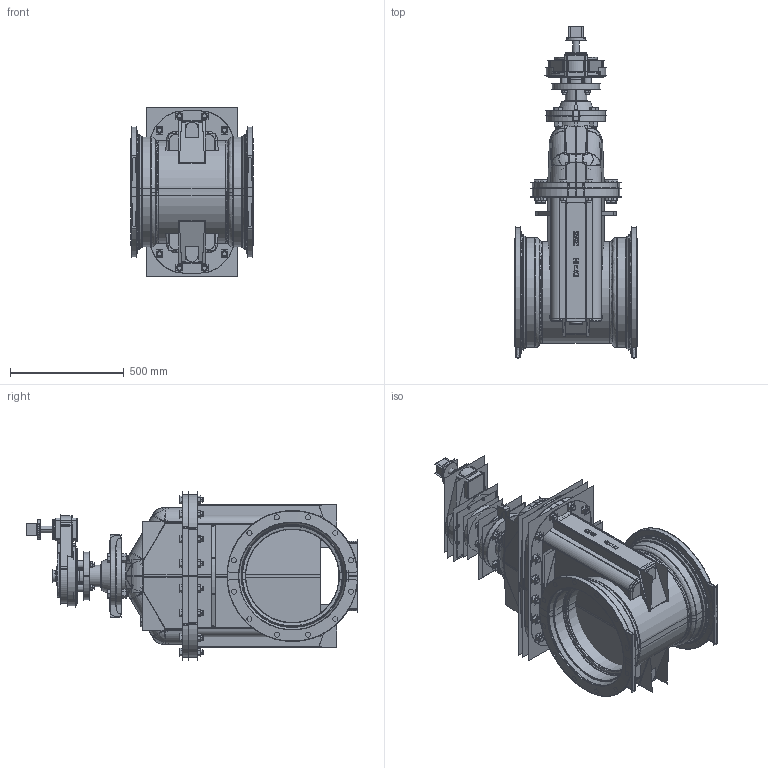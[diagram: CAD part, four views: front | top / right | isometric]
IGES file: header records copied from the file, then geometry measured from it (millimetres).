
Start section:  PTC IGES file: 16 nrs mm spur gear assy website.igs
Global section: file name: 16 nrs mm spur gear assy website.igs; native system: Pro/ENGINEER by Parametric Technology Corporation; preprocessor: 2010280; author: smm2; organization: Unknown; date: 20150630.093405; units: inch
Bounding box: 536.44 x 1458.16 x 746.52 mm (x, y, z)
Surface area: 11332372.3 mm2 (no closed solid volume)
Topology: 0 solids, 0 shells, 3022 faces, 42056 edges, 54906 vertices
Faces by surface type: bspline 1750, revolution 1272
